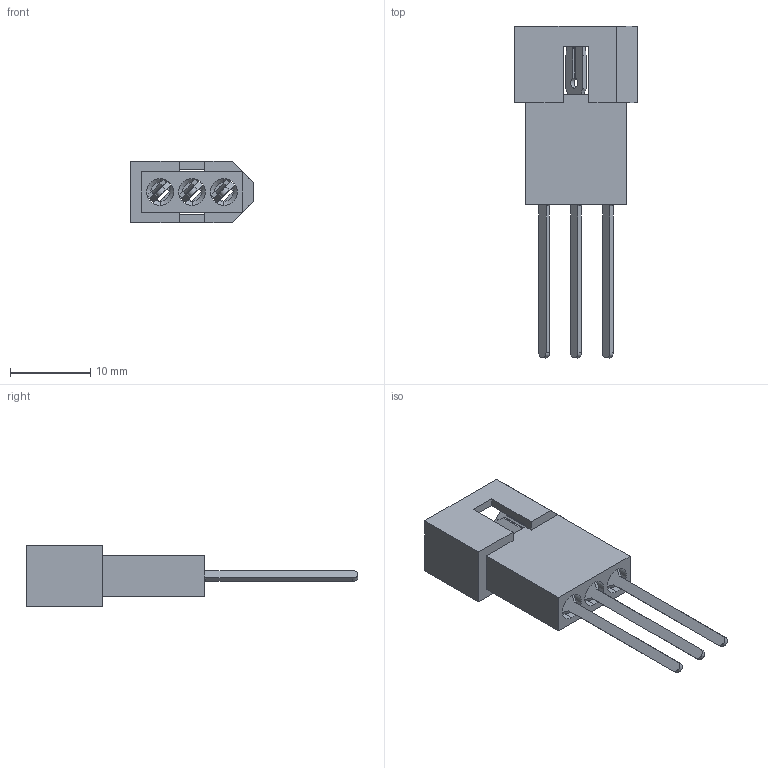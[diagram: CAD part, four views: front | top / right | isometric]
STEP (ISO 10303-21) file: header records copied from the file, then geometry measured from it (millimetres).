
FILE_DESCRIPTION (( 'STEP AP203' ), '1' );
FILE_NAME ('556-003-542-201.STEP', '2020-03-13T14:27:07', ( '' ), ( '' ), 'SwSTEP 2.0', 'SolidWorks 2016', '' );
FILE_SCHEMA (( 'CONFIG_CONTROL_DESIGN' ));
Length unit declared in the file: millimetre
Products named in the file (3): 556-003-542-201; 516-292-001_542 Contact; 556-210-001_556-003-000-201
Assembly tree (4 placements, depth 2):
  556-003-542-201
    556-210-001_556-003-000-201
    516-292-001_542 Contact  x3
Bounding box: 15.24 x 41.31 x 7.62 mm (x, y, z)
Volume: 1061.9 mm3; surface area: 2409.9 mm2
Topology: 4 solids, 4 shells, 323 faces, 938 edges, 620 vertices
Faces by surface type: plane 209, cylinder 90, bspline 18, cone 6
Entity records: 6500 total; most frequent: CARTESIAN_POINT 1445, ORIENTED_EDGE 1044, DIRECTION 912, EDGE_CURVE 522, LINE 352, VECTOR 352, VERTEX_POINT 344, AXIS2_PLACEMENT_3D 280
